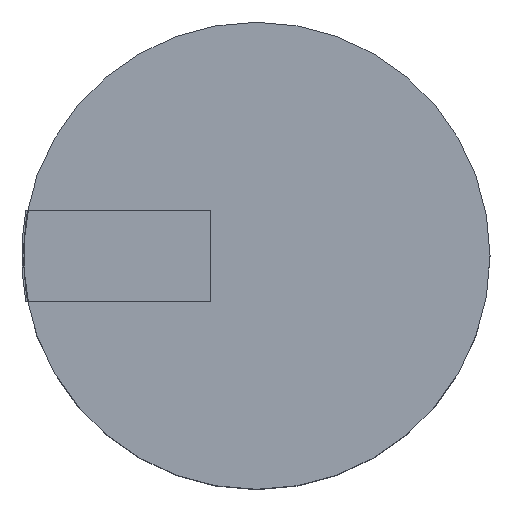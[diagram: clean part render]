
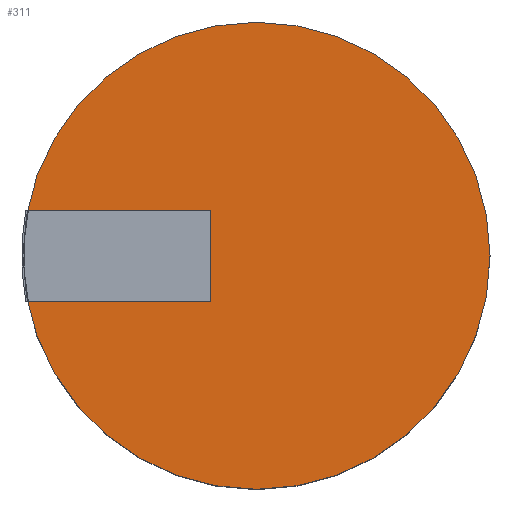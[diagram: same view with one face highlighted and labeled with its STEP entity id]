
A CAD part, top view. The second image highlights one B-rep face of the part: STEP entity #311.
In plain terms, the highlighted planar face has unit normal (0, 0, 1).
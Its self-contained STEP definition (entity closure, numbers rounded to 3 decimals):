
#311=ADVANCED_FACE($,(#317),#313,.T.);
#313=PLANE($,#338);
#317=FACE_OUTER_BOUND($,#321,.T.);
#321=EDGE_LOOP($,(#331));
#322=CIRCLE($,#335,2.553);
#324=VERTEX_POINT('',#353);
#326=EDGE_CURVE($,#324,#324,#322,.T.);
#331=ORIENTED_EDGE($,*,*,#326,.T.);
#335=AXIS2_PLACEMENT_3D($,#354,#343,#344);
#338=AXIS2_PLACEMENT_3D($,#358,#349,#350);
#343=DIRECTION('',(0.,0.,1.));
#344=DIRECTION('',(1.,0.,0.));
#349=DIRECTION('',(0.,0.,1.));
#350=DIRECTION('',(0.,1.,0.));
#353=CARTESIAN_POINT('',(-0.851,0.0,2.388));
#354=CARTESIAN_POINT('',(1.702,0.0,2.388));
#358=CARTESIAN_POINT('',(1.702,0.0,2.388));
